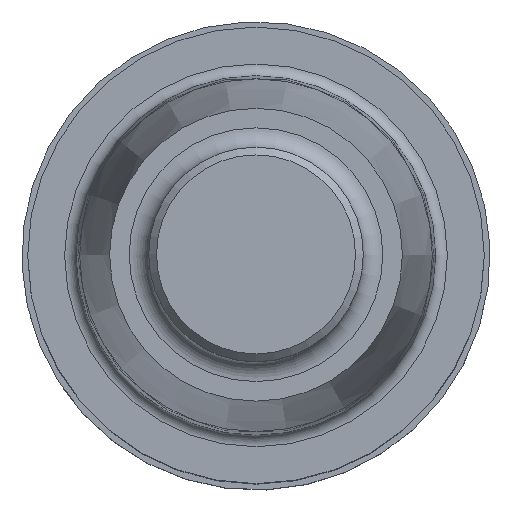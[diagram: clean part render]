
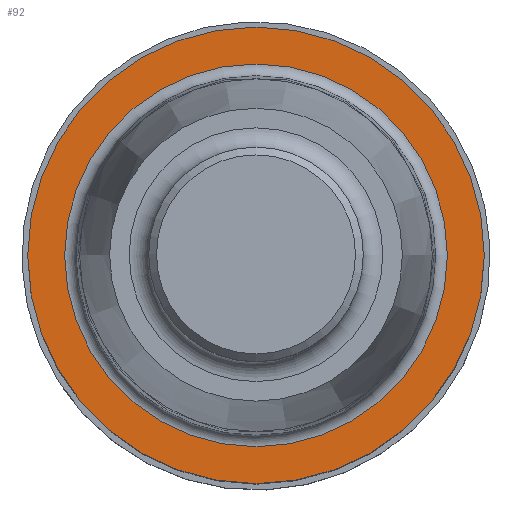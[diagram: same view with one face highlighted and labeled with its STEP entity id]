
A CAD part, top view. The second image highlights one B-rep face of the part: STEP entity #92.
In plain terms, the highlighted planar face has unit normal (0, 0, 1).
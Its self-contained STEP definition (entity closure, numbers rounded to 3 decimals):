
#77=FACE_BOUND('',#126,.T.);
#78=FACE_BOUND('',#127,.T.);
#92=ADVANCED_FACE('',(#77,#78),#99,.T.);
#99=PLANE('',#256);
#126=EDGE_LOOP('',(#152));
#127=EDGE_LOOP('',(#153));
#152=ORIENTED_EDGE('',*,*,#181,.T.);
#153=ORIENTED_EDGE('',*,*,#182,.F.);
#168=VERTEX_POINT('',#377);
#169=VERTEX_POINT('',#380);
#181=EDGE_CURVE('',#168,#168,#194,.T.);
#182=EDGE_CURVE('',#169,#169,#195,.T.);
#194=CIRCLE('',#253,4.904);
#195=CIRCLE('',#255,5.85);
#253=AXIS2_PLACEMENT_3D('',#376,#309,#310);
#255=AXIS2_PLACEMENT_3D('',#379,#313,#314);
#256=AXIS2_PLACEMENT_3D('',#381,#315,#316);
#309=DIRECTION('',(0.,0.,-1.));
#310=DIRECTION('',(-1.,0.,0.));
#313=DIRECTION('',(0.,0.,-1.));
#314=DIRECTION('',(-1.,0.,0.));
#315=DIRECTION('',(0.,0.,1.));
#316=DIRECTION('',(1.,0.,0.));
#376=CARTESIAN_POINT('',(0.,0.,0.));
#377=CARTESIAN_POINT('',(-4.904,0.,0.));
#379=CARTESIAN_POINT('',(0.,0.,0.));
#380=CARTESIAN_POINT('',(-5.85,0.,0.));
#381=CARTESIAN_POINT('',(-5.851,-5.851,0.));
